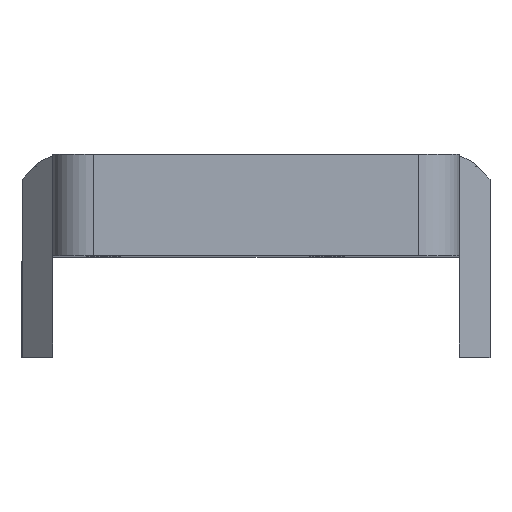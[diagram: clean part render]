
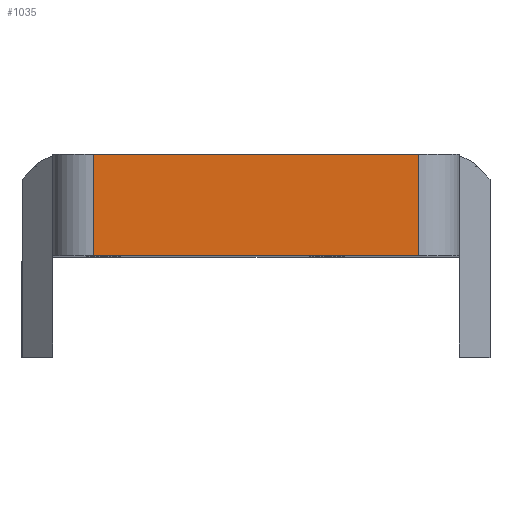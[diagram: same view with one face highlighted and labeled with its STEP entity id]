
A CAD part, top view. The second image highlights one B-rep face of the part: STEP entity #1035.
In plain terms, the highlighted planar face has unit normal (0, 0, 1).
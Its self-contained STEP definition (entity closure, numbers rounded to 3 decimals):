
#10 = EDGE_LOOP ( 'NONE', ( #723, #228, #1021, #805 ) ) ;
#35 = DIRECTION ( 'NONE',  ( 0., 0., -1. ) ) ;
#38 = LINE ( 'NONE', #368, #433 ) ;
#74 = VERTEX_POINT ( 'NONE', #382 ) ;
#105 = VERTEX_POINT ( 'NONE', #458 ) ;
#106 = CARTESIAN_POINT ( 'NONE',  ( -20., 10., 45. ) ) ;
#141 = EDGE_CURVE ( 'NONE', #105, #74, #891, .T. ) ;
#171 = EDGE_CURVE ( 'NONE', #74, #1055, #38, .T. ) ;
#228 = ORIENTED_EDGE ( 'NONE', *, *, #744, .T. ) ;
#229 = LINE ( 'NONE', #567, #1070 ) ;
#279 = FACE_OUTER_BOUND ( 'NONE', #10, .T. ) ;
#310 = VERTEX_POINT ( 'NONE', #816 ) ;
#364 = DIRECTION ( 'NONE',  ( -1., 0., 0. ) ) ;
#368 = CARTESIAN_POINT ( 'NONE',  ( 16., 10., 45. ) ) ;
#382 = CARTESIAN_POINT ( 'NONE',  ( 16., 0., 45. ) ) ;
#433 = VECTOR ( 'NONE', #705, 1000. ) ;
#437 = CARTESIAN_POINT ( 'NONE',  ( -20., 0., 45. ) ) ;
#458 = CARTESIAN_POINT ( 'NONE',  ( -16., 0., 45. ) ) ;
#483 = EDGE_CURVE ( 'NONE', #310, #1055, #229, .T. ) ;
#488 = DIRECTION ( 'NONE',  ( 1., 0., 0. ) ) ;
#509 = VECTOR ( 'NONE', #690, 1000. ) ;
#516 = PLANE ( 'NONE',  #604 ) ;
#567 = CARTESIAN_POINT ( 'NONE',  ( -20., 10., 45. ) ) ;
#604 = AXIS2_PLACEMENT_3D ( 'NONE', #106, #35, #364 ) ;
#671 = CARTESIAN_POINT ( 'NONE',  ( -16., 10., 45. ) ) ;
#690 = DIRECTION ( 'NONE',  ( 1., 0., 0. ) ) ;
#705 = DIRECTION ( 'NONE',  ( 0., 1., 0. ) ) ;
#723 = ORIENTED_EDGE ( 'NONE', *, *, #483, .F. ) ;
#744 = EDGE_CURVE ( 'NONE', #310, #105, #763, .T. ) ;
#763 = LINE ( 'NONE', #671, #988 ) ;
#773 = DIRECTION ( 'NONE',  ( 0., -1., 0. ) ) ;
#805 = ORIENTED_EDGE ( 'NONE', *, *, #171, .T. ) ;
#816 = CARTESIAN_POINT ( 'NONE',  ( -16., 10., 45. ) ) ;
#857 = CARTESIAN_POINT ( 'NONE',  ( 16., 10., 45. ) ) ;
#891 = LINE ( 'NONE', #437, #509 ) ;
#988 = VECTOR ( 'NONE', #773, 1000. ) ;
#1021 = ORIENTED_EDGE ( 'NONE', *, *, #141, .T. ) ;
#1035 = ADVANCED_FACE ( 'NONE', ( #279 ), #516, .F. ) ;
#1055 = VERTEX_POINT ( 'NONE', #857 ) ;
#1070 = VECTOR ( 'NONE', #488, 1000. ) ;
